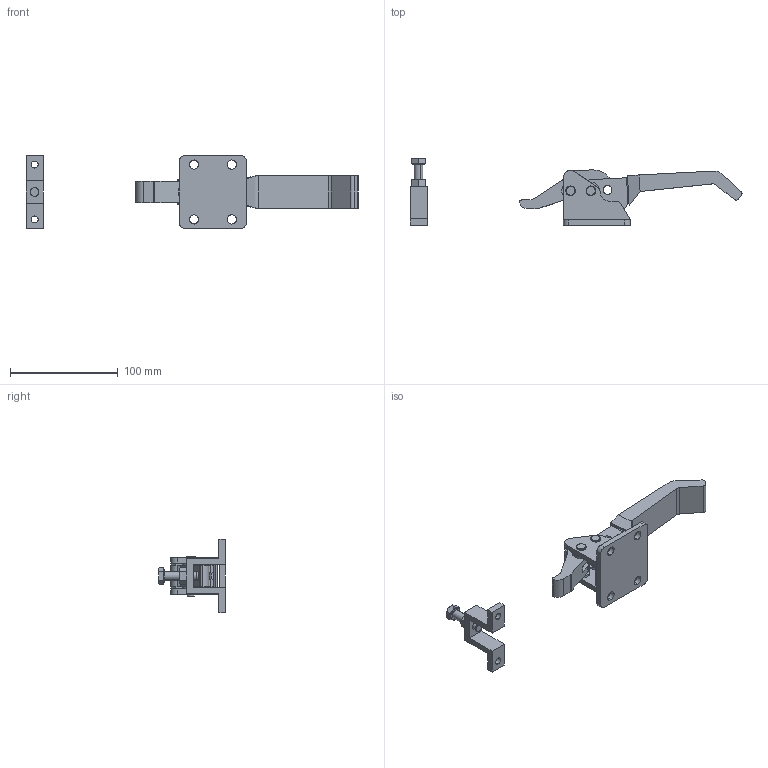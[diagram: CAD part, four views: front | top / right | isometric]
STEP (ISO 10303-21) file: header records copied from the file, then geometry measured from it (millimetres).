
FILE_DESCRIPTION (( 'STEP AP214' ), '1' );
FILE_NAME ('GH-40580(Â²¤Æ).STEP', '2020-07-10T09:34:18', ( 'LinWei' ), ( '' ), 'SwSTEP 2.0', 'SolidWorks 2016', '' );
FILE_SCHEMA (( 'AUTOMOTIVE_DESIGN' ));
Length unit declared in the file: millimetre
Products named in the file (7): 7208030 自; 14058005-連桿-1^GH-40580(簡化); Group5^GH-40580(簡化); Group4^GH-40580(簡化); Group2^GH-40580(簡化); Group1^GH-40580(簡化); GH-40580(簡化)
Assembly tree (6 placements, depth 2):
  GH-40580(簡化)
    Group1^GH-40580(簡化)
    Group2^GH-40580(簡化)
    Group4^GH-40580(簡化)
    Group5^GH-40580(簡化)
    14058005-連桿-1^GH-40580(簡化)
    7208030 自
Bounding box: 308.23 x 61.93 x 68 mm (x, y, z)
Volume: 135881.4 mm3; surface area: 53094.3 mm2
Topology: 6 solids, 6 shells, 266 faces, 671 edges, 432 vertices
Faces by surface type: cylinder 118, plane 116, cone 32
Entity records: 9631 total; most frequent: CARTESIAN_POINT 1588, DIRECTION 1465, ORIENTED_EDGE 1342, EDGE_CURVE 671, AXIS2_PLACEMENT_3D 557, VERTEX_POINT 432, VECTOR 351, LINE 351
